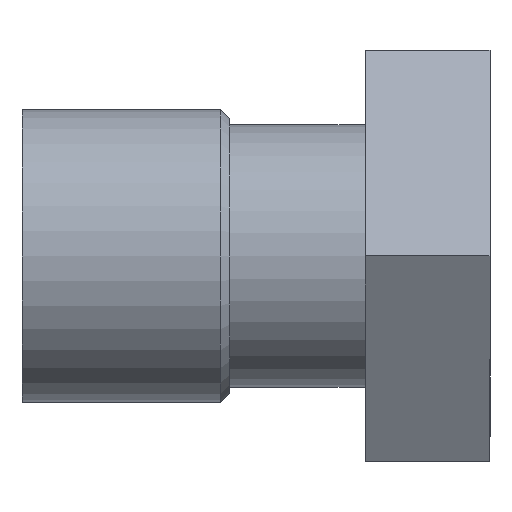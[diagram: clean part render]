
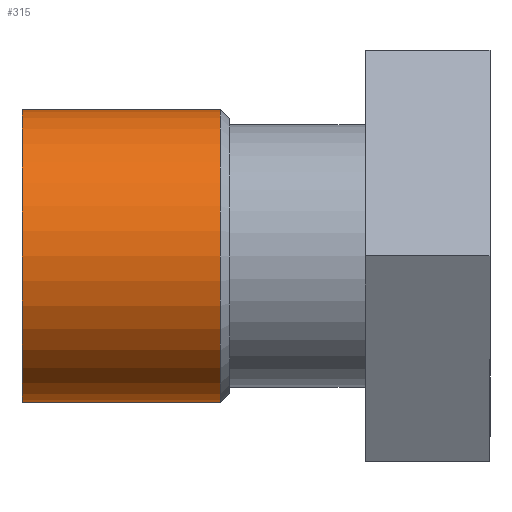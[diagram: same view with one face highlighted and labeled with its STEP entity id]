
A CAD part, left-side view. The second image highlights one B-rep face of the part: STEP entity #315.
In plain terms, the highlighted cylindrical face has radius 23.5 mm (diameter 47 mm), a full revolution.
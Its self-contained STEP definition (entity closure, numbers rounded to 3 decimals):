
#72=CYLINDRICAL_SURFACE('',#443,23.5);
#90=ORIENTED_EDGE('',*,*,#151,.T.);
#91=ORIENTED_EDGE('',*,*,#142,.T.);
#142=EDGE_CURVE('',#175,#175,#202,.T.);
#151=EDGE_CURVE('',#184,#184,#211,.T.);
#175=VERTEX_POINT('',#570);
#184=VERTEX_POINT('',#595);
#202=CIRCLE('',#428,23.5);
#211=CIRCLE('',#444,23.5);
#231=EDGE_LOOP('',(#90));
#232=EDGE_LOOP('',(#91));
#269=FACE_BOUND('',#231,.T.);
#270=FACE_BOUND('',#232,.T.);
#315=ADVANCED_FACE('',(#269,#270),#72,.T.);
#428=AXIS2_PLACEMENT_3D('',#569,#471,#472);
#443=AXIS2_PLACEMENT_3D('',#593,#501,#502);
#444=AXIS2_PLACEMENT_3D('',#594,#503,#504);
#471=DIRECTION('',(0.,-1.,0.));
#472=DIRECTION('',(-1.,0.,0.));
#501=DIRECTION('',(0.,1.,0.));
#502=DIRECTION('',(-1.,0.,0.));
#503=DIRECTION('',(0.,1.,0.));
#504=DIRECTION('',(-1.,0.,0.));
#569=CARTESIAN_POINT('',(0.,63.,0.));
#570=CARTESIAN_POINT('',(-23.5,63.,0.));
#593=CARTESIAN_POINT('',(0.,29.7,0.));
#594=CARTESIAN_POINT('',(0.,31.2,0.));
#595=CARTESIAN_POINT('',(-23.5,31.2,0.));
